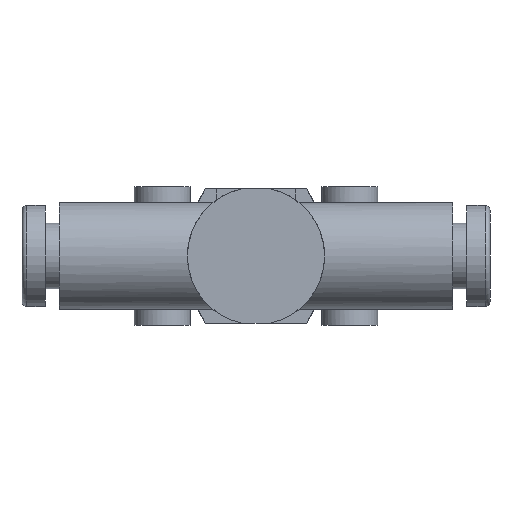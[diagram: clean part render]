
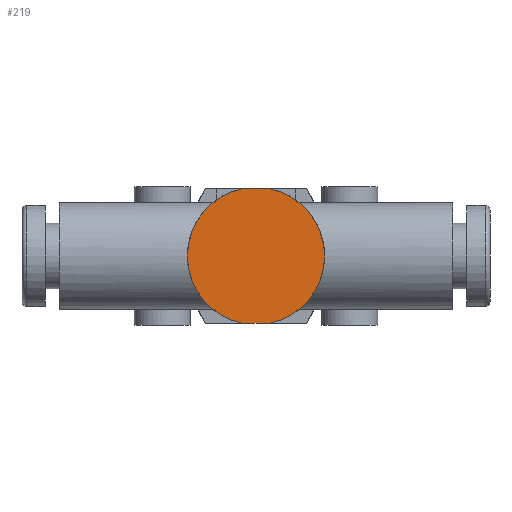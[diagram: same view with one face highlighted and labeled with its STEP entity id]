
A CAD part, front view. The second image highlights one B-rep face of the part: STEP entity #219.
In plain terms, the highlighted planar face has unit normal (0, -1, 0).
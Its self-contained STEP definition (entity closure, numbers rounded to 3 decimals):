
#216 = DIRECTION ( 'NONE',  ( 0., 1., 0. ) ) ;
#219 = ADVANCED_FACE ( 'NONE', ( #12591 ), #6332, .F. ) ;
#532 = CARTESIAN_POINT ( 'NONE',  ( 0., -6.7, 0. ) ) ;
#950 = EDGE_CURVE ( 'NONE', #7120, #4123, #3559, .T. ) ;
#1362 = ORIENTED_EDGE ( 'NONE', *, *, #950, .F. ) ;
#1539 = CARTESIAN_POINT ( 'NONE',  ( 1.5, -6.7, 7.17 ) ) ;
#1572 = DIRECTION ( 'NONE',  ( 0., 0., -1. ) ) ;
#1583 = DIRECTION ( 'NONE',  ( 1., 0., 0. ) ) ;
#2022 = VECTOR ( 'NONE', #7991, 1000. ) ;
#2243 = CARTESIAN_POINT ( 'NONE',  ( 0., -6.7, 0. ) ) ;
#2564 = EDGE_CURVE ( 'NONE', #8373, #11206, #9499, .T. ) ;
#2683 = ORIENTED_EDGE ( 'NONE', *, *, #2564, .F. ) ;
#2816 = AXIS2_PLACEMENT_3D ( 'NONE', #532, #7657, #1572 ) ;
#3559 = CIRCLE ( 'NONE', #5272, 7.325 ) ;
#3636 = EDGE_CURVE ( 'NONE', #11206, #7120, #7430, .T. ) ;
#4123 = VERTEX_POINT ( 'NONE', #11336 ) ;
#4231 = DIRECTION ( 'NONE',  ( 0., 1., 0. ) ) ;
#5272 = AXIS2_PLACEMENT_3D ( 'NONE', #10288, #4231, #11304 ) ;
#6332 = PLANE ( 'NONE',  #9912 ) ;
#6939 = VECTOR ( 'NONE', #1583, 1000. ) ;
#7120 = VERTEX_POINT ( 'NONE', #9322 ) ;
#7354 = DIRECTION ( 'NONE',  ( 0., 0., 1. ) ) ;
#7430 = LINE ( 'NONE', #10992, #2022 ) ;
#7657 = DIRECTION ( 'NONE',  ( 0., 1., 0. ) ) ;
#7721 = ORIENTED_EDGE ( 'NONE', *, *, #10241, .F. ) ;
#7991 = DIRECTION ( 'NONE',  ( -1., 0., 0. ) ) ;
#8373 = VERTEX_POINT ( 'NONE', #1539 ) ;
#8689 = ORIENTED_EDGE ( 'NONE', *, *, #3636, .F. ) ;
#9230 = EDGE_LOOP ( 'NONE', ( #1362, #8689, #2683, #7721 ) ) ;
#9322 = CARTESIAN_POINT ( 'NONE',  ( -1.5, -6.7, -7.17 ) ) ;
#9499 = CIRCLE ( 'NONE', #2816, 7.325 ) ;
#9613 = LINE ( 'NONE', #12703, #6939 ) ;
#9912 = AXIS2_PLACEMENT_3D ( 'NONE', #2243, #216, #7354 ) ;
#10241 = EDGE_CURVE ( 'NONE', #4123, #8373, #9613, .T. ) ;
#10288 = CARTESIAN_POINT ( 'NONE',  ( 0., -6.7, 0. ) ) ;
#10559 = CARTESIAN_POINT ( 'NONE',  ( 1.5, -6.7, -7.17 ) ) ;
#10992 = CARTESIAN_POINT ( 'NONE',  ( -1.5, -6.7, -7.17 ) ) ;
#11206 = VERTEX_POINT ( 'NONE', #10559 ) ;
#11304 = DIRECTION ( 'NONE',  ( 0., 0., 1. ) ) ;
#11336 = CARTESIAN_POINT ( 'NONE',  ( -1.5, -6.7, 7.17 ) ) ;
#12591 = FACE_OUTER_BOUND ( 'NONE', #9230, .T. ) ;
#12703 = CARTESIAN_POINT ( 'NONE',  ( 1.5, -6.7, 7.17 ) ) ;
